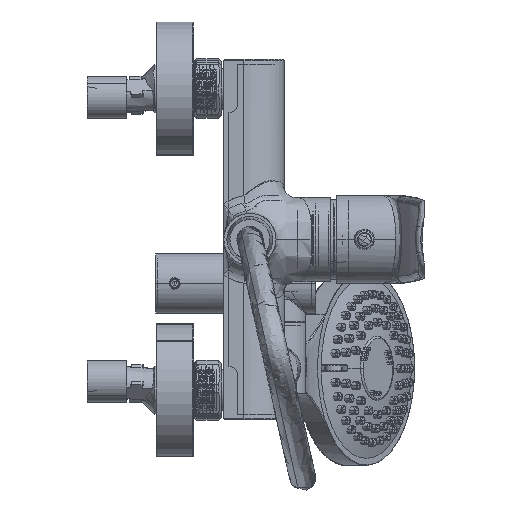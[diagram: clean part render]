
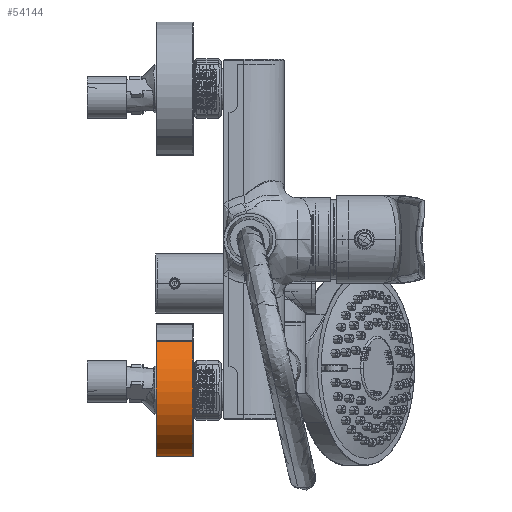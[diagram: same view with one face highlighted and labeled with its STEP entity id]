
A CAD part, front view. The second image highlights one B-rep face of the part: STEP entity #54144.
In plain terms, the highlighted cylindrical face has radius 33.25 mm (diameter 66.5 mm), a partial arc.
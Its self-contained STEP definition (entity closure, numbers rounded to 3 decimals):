
#6736 = EDGE_CURVE ( 'NONE', #37492, #40614, #98276, .T. ) ;
#10329 = DIRECTION ( 'NONE',  ( 0., -0.664, 0.747 ) ) ;
#14681 = DIRECTION ( 'NONE',  ( 0., -0.664, 0.747 ) ) ;
#17905 = CIRCLE ( 'NONE', #49019, 33.25 ) ;
#18284 = DIRECTION ( 'NONE',  ( -1., 0., 0. ) ) ;
#22591 = CARTESIAN_POINT ( 'NONE',  ( -33.764, -22.087, -50.409 ) ) ;
#29428 = CARTESIAN_POINT ( 'NONE',  ( -33.764, 0., -75.263 ) ) ;
#29749 = FACE_OUTER_BOUND ( 'NONE', #31053, .T. ) ;
#31053 = EDGE_LOOP ( 'NONE', ( #63185, #66982, #65420, #33246 ) ) ;
#32388 = CARTESIAN_POINT ( 'NONE',  ( -14.234, -22.087, -50.409 ) ) ;
#33246 = ORIENTED_EDGE ( 'NONE', *, *, #6736, .T. ) ;
#37492 = VERTEX_POINT ( 'NONE', #22591 ) ;
#38413 = DIRECTION ( 'NONE',  ( -1., 0., 0. ) ) ;
#40614 = VERTEX_POINT ( 'NONE', #73730 ) ;
#42486 = DIRECTION ( 'NONE',  ( 0., -0.664, 0.747 ) ) ;
#43896 = VECTOR ( 'NONE', #18284, 1000. ) ;
#49019 = AXIS2_PLACEMENT_3D ( 'NONE', #56197, #87323, #10329 ) ;
#50322 = LINE ( 'NONE', #76890, #65766 ) ;
#54144 = ADVANCED_FACE ( 'NONE', ( #29749 ), #90797, .T. ) ;
#56197 = CARTESIAN_POINT ( 'NONE',  ( -15.164, 0., -75.263 ) ) ;
#60507 = DIRECTION ( 'NONE',  ( 1., 0., 0. ) ) ;
#62861 = EDGE_CURVE ( 'NONE', #89473, #40614, #50322, .T. ) ;
#63185 = ORIENTED_EDGE ( 'NONE', *, *, #62861, .F. ) ;
#64906 = CARTESIAN_POINT ( 'NONE',  ( -14.234, 0., -75.263 ) ) ;
#65420 = ORIENTED_EDGE ( 'NONE', *, *, #70216, .T. ) ;
#65766 = VECTOR ( 'NONE', #38413, 1000. ) ;
#66982 = ORIENTED_EDGE ( 'NONE', *, *, #87468, .T. ) ;
#69979 = CARTESIAN_POINT ( 'NONE',  ( -15.164, -22.087, -50.409 ) ) ;
#70216 = EDGE_CURVE ( 'NONE', #91384, #37492, #84616, .T. ) ;
#71462 = AXIS2_PLACEMENT_3D ( 'NONE', #29428, #60507, #14681 ) ;
#73730 = CARTESIAN_POINT ( 'NONE',  ( -33.764, 22.087, -100.117 ) ) ;
#74148 = CARTESIAN_POINT ( 'NONE',  ( -15.164, 22.087, -100.117 ) ) ;
#76890 = CARTESIAN_POINT ( 'NONE',  ( -14.234, 22.087, -100.117 ) ) ;
#78957 = AXIS2_PLACEMENT_3D ( 'NONE', #64906, #79996, #42486 ) ;
#79996 = DIRECTION ( 'NONE',  ( -1., 0., 0. ) ) ;
#84616 = LINE ( 'NONE', #32388, #43896 ) ;
#87323 = DIRECTION ( 'NONE',  ( -1., 0., 0. ) ) ;
#87468 = EDGE_CURVE ( 'NONE', #89473, #91384, #17905, .T. ) ;
#89473 = VERTEX_POINT ( 'NONE', #74148 ) ;
#90797 = CYLINDRICAL_SURFACE ( 'NONE', #78957, 33.25 ) ;
#91384 = VERTEX_POINT ( 'NONE', #69979 ) ;
#98276 = CIRCLE ( 'NONE', #71462, 33.25 ) ;
